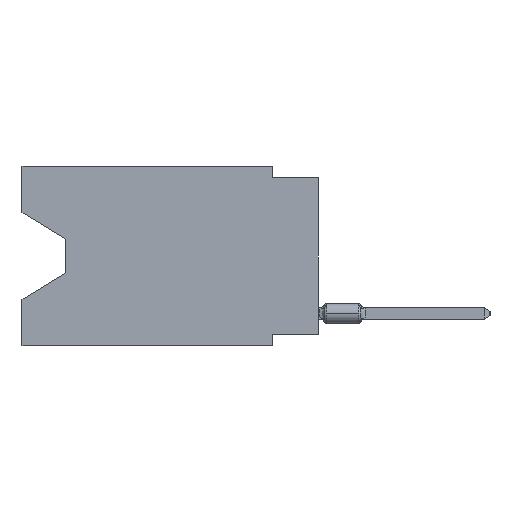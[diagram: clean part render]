
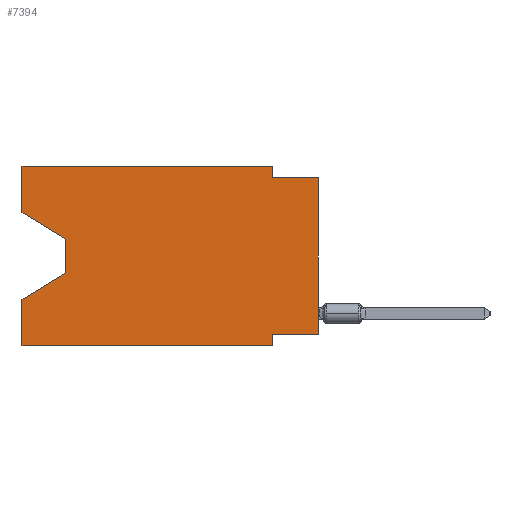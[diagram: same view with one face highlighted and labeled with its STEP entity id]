
A CAD part, left-side view. The second image highlights one B-rep face of the part: STEP entity #7394.
In plain terms, the highlighted planar face has unit normal (-1, 0, 0).
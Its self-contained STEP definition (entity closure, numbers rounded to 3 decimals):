
#182 = CARTESIAN_POINT ( 'NONE',  ( 0., 16.383, 0. ) ) ;
#375 = CARTESIAN_POINT ( 'NONE',  ( 0., 16.383, 0. ) ) ;
#645 = CARTESIAN_POINT ( 'NONE',  ( 0., 2.54, -9.271 ) ) ;
#1180 = VERTEX_POINT ( 'NONE', #27628 ) ;
#1848 = VECTOR ( 'NONE', #56187, 1000. ) ;
#1860 = VECTOR ( 'NONE', #18378, 1000. ) ;
#2310 = DIRECTION ( 'NONE',  ( 0., 0., 1. ) ) ;
#3461 = VERTEX_POINT ( 'NONE', #18258 ) ;
#3523 = PLANE ( 'NONE',  #52000 ) ;
#3540 = CARTESIAN_POINT ( 'NONE',  ( 0., 13.97, -4.013 ) ) ;
#3781 = VECTOR ( 'NONE', #4866, 1000. ) ;
#3809 = EDGE_CURVE ( 'NONE', #24896, #39384, #34626, .T. ) ;
#4239 = CARTESIAN_POINT ( 'NONE',  ( 0., 16.383, -2.546 ) ) ;
#4639 = EDGE_CURVE ( 'NONE', #27180, #1180, #12550, .T. ) ;
#4866 = DIRECTION ( 'NONE',  ( 0., -1., 0. ) ) ;
#5078 = ORIENTED_EDGE ( 'NONE', *, *, #3809, .T. ) ;
#5338 = ORIENTED_EDGE ( 'NONE', *, *, #48810, .F. ) ;
#5721 = EDGE_CURVE ( 'NONE', #19424, #39384, #14664, .T. ) ;
#7198 = VECTOR ( 'NONE', #7858, 1000. ) ;
#7346 = CARTESIAN_POINT ( 'NONE',  ( 0., 0., 0. ) ) ;
#7394 = ADVANCED_FACE ( 'NONE', ( #25794 ), #3523, .F. ) ;
#7858 = DIRECTION ( 'NONE',  ( 0., 0., -1. ) ) ;
#8518 = EDGE_CURVE ( 'NONE', #1180, #3461, #33234, .T. ) ;
#8706 = LINE ( 'NONE', #182, #33395 ) ;
#9993 = VECTOR ( 'NONE', #17006, 1000. ) ;
#10517 = ORIENTED_EDGE ( 'NONE', *, *, #39665, .F. ) ;
#10921 = CARTESIAN_POINT ( 'NONE',  ( 0., 13.97, -5.893 ) ) ;
#11790 = EDGE_LOOP ( 'NONE', ( #25038, #36364, #5078, #28645, #18963, #40068, #31748, #26928, #31075, #50587, #10517, #5338 ) ) ;
#12029 = DIRECTION ( 'NONE',  ( 0., 0., -1. ) ) ;
#12550 = LINE ( 'NONE', #57424, #16159 ) ;
#14178 = CARTESIAN_POINT ( 'NONE',  ( 0., 16.383, -9.906 ) ) ;
#14398 = CARTESIAN_POINT ( 'NONE',  ( 0., 16.383, -7.36 ) ) ;
#14664 = LINE ( 'NONE', #32834, #26653 ) ;
#15779 = VERTEX_POINT ( 'NONE', #28026 ) ;
#16159 = VECTOR ( 'NONE', #17233, 1000. ) ;
#16637 = CARTESIAN_POINT ( 'NONE',  ( 0., 13.97, -4.013 ) ) ;
#16907 = LINE ( 'NONE', #25986, #3781 ) ;
#17006 = DIRECTION ( 'NONE',  ( 0., 0., 1. ) ) ;
#17032 = DIRECTION ( 'NONE',  ( 0., 0.855, -0.519 ) ) ;
#17233 = DIRECTION ( 'NONE',  ( 0., 0., -1. ) ) ;
#18258 = CARTESIAN_POINT ( 'NONE',  ( 0., 0., -0.635 ) ) ;
#18378 = DIRECTION ( 'NONE',  ( 0., 0., 1. ) ) ;
#18963 = ORIENTED_EDGE ( 'NONE', *, *, #19366, .T. ) ;
#19366 = EDGE_CURVE ( 'NONE', #19424, #15779, #16907, .T. ) ;
#19424 = VERTEX_POINT ( 'NONE', #14178 ) ;
#24426 = CARTESIAN_POINT ( 'NONE',  ( 0., 0., -0.635 ) ) ;
#24456 = VECTOR ( 'NONE', #39653, 1000. ) ;
#24511 = CARTESIAN_POINT ( 'NONE',  ( 0., 0., -9.271 ) ) ;
#24896 = VERTEX_POINT ( 'NONE', #10921 ) ;
#25038 = ORIENTED_EDGE ( 'NONE', *, *, #47997, .T. ) ;
#25794 = FACE_OUTER_BOUND ( 'NONE', #11790, .T. ) ;
#25986 = CARTESIAN_POINT ( 'NONE',  ( 0., 16.383, -9.906 ) ) ;
#26156 = LINE ( 'NONE', #49323, #24456 ) ;
#26566 = DIRECTION ( 'NONE',  ( 0., -1., 0. ) ) ;
#26653 = VECTOR ( 'NONE', #2310, 1000. ) ;
#26928 = ORIENTED_EDGE ( 'NONE', *, *, #41904, .T. ) ;
#27180 = VERTEX_POINT ( 'NONE', #29944 ) ;
#27628 = CARTESIAN_POINT ( 'NONE',  ( 0., 2.54, -0.635 ) ) ;
#28026 = CARTESIAN_POINT ( 'NONE',  ( 0., 2.54, -9.906 ) ) ;
#28268 = DIRECTION ( 'NONE',  ( 0., -1., 0. ) ) ;
#28555 = CARTESIAN_POINT ( 'NONE',  ( 0., 0., -9.271 ) ) ;
#28645 = ORIENTED_EDGE ( 'NONE', *, *, #5721, .F. ) ;
#29342 = CARTESIAN_POINT ( 'NONE',  ( 0., 16.383, 0. ) ) ;
#29944 = CARTESIAN_POINT ( 'NONE',  ( 0., 2.54, 0. ) ) ;
#31075 = ORIENTED_EDGE ( 'NONE', *, *, #8518, .F. ) ;
#31506 = DIRECTION ( 'NONE',  ( 0., -0.855, -0.519 ) ) ;
#31748 = ORIENTED_EDGE ( 'NONE', *, *, #35917, .F. ) ;
#32453 = CARTESIAN_POINT ( 'NONE',  ( 0., 16.383, 0. ) ) ;
#32670 = VECTOR ( 'NONE', #31506, 1000. ) ;
#32834 = CARTESIAN_POINT ( 'NONE',  ( 0., 16.383, 0. ) ) ;
#33234 = LINE ( 'NONE', #24426, #38849 ) ;
#33395 = VECTOR ( 'NONE', #26566, 1000. ) ;
#34626 = LINE ( 'NONE', #48397, #40293 ) ;
#35917 = EDGE_CURVE ( 'NONE', #41347, #38723, #51494, .T. ) ;
#35984 = LINE ( 'NONE', #32453, #1860 ) ;
#36364 = ORIENTED_EDGE ( 'NONE', *, *, #42217, .T. ) ;
#38716 = DIRECTION ( 'NONE',  ( 1., 0., 0. ) ) ;
#38723 = VERTEX_POINT ( 'NONE', #645 ) ;
#38849 = VECTOR ( 'NONE', #28268, 1000. ) ;
#39384 = VERTEX_POINT ( 'NONE', #14398 ) ;
#39653 = DIRECTION ( 'NONE',  ( 0., 0., -1. ) ) ;
#39665 = EDGE_CURVE ( 'NONE', #45493, #27180, #8706, .T. ) ;
#40068 = ORIENTED_EDGE ( 'NONE', *, *, #50659, .F. ) ;
#40293 = VECTOR ( 'NONE', #17032, 1000. ) ;
#41347 = VERTEX_POINT ( 'NONE', #28555 ) ;
#41904 = EDGE_CURVE ( 'NONE', #41347, #3461, #51636, .T. ) ;
#42217 = EDGE_CURVE ( 'NONE', #44660, #24896, #52424, .T. ) ;
#44660 = VERTEX_POINT ( 'NONE', #3540 ) ;
#45493 = VERTEX_POINT ( 'NONE', #375 ) ;
#47997 = EDGE_CURVE ( 'NONE', #51292, #44660, #50791, .T. ) ;
#48397 = CARTESIAN_POINT ( 'NONE',  ( 0., 13.97, -5.893 ) ) ;
#48810 = EDGE_CURVE ( 'NONE', #51292, #45493, #35984, .T. ) ;
#49323 = CARTESIAN_POINT ( 'NONE',  ( 0., 2.54, -9.906 ) ) ;
#50587 = ORIENTED_EDGE ( 'NONE', *, *, #4639, .F. ) ;
#50659 = EDGE_CURVE ( 'NONE', #38723, #15779, #26156, .T. ) ;
#50791 = LINE ( 'NONE', #4239, #32670 ) ;
#51292 = VERTEX_POINT ( 'NONE', #52666 ) ;
#51494 = LINE ( 'NONE', #24511, #1848 ) ;
#51636 = LINE ( 'NONE', #7346, #9993 ) ;
#52000 = AXIS2_PLACEMENT_3D ( 'NONE', #29342, #38716, #12029 ) ;
#52424 = LINE ( 'NONE', #16637, #7198 ) ;
#52666 = CARTESIAN_POINT ( 'NONE',  ( 0., 16.383, -2.546 ) ) ;
#56187 = DIRECTION ( 'NONE',  ( 0., 1., 0. ) ) ;
#57424 = CARTESIAN_POINT ( 'NONE',  ( 0., 2.54, 0. ) ) ;
